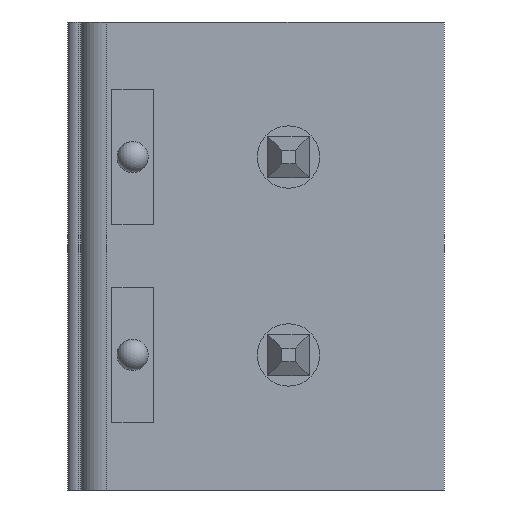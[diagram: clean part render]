
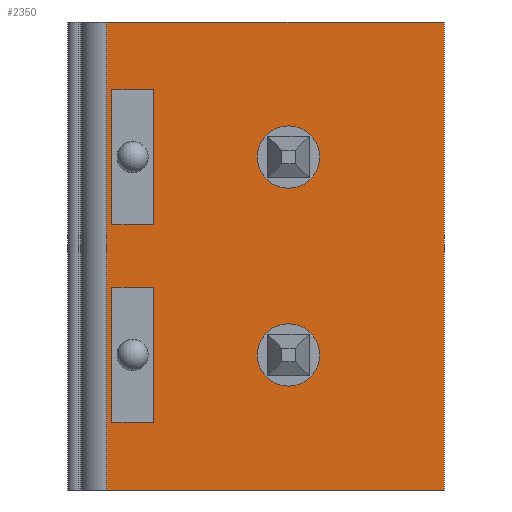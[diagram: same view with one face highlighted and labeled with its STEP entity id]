
A CAD part, front view. The second image highlights one B-rep face of the part: STEP entity #2350.
In plain terms, the highlighted face is planar.
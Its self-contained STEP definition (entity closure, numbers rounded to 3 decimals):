
#130=CARTESIAN_POINT('',(0.,6.5,2.6));
#140=VERTEX_POINT('',#130);
#870=CARTESIAN_POINT('',(0.,0.,2.6)
);
#880=VERTEX_POINT('',#870);
#910=CARTESIAN_POINT('',(0.,0.,2.6));
#920=DIRECTION('',(0.,1.,0.));
#930=VECTOR('',#920,1.);
#940=LINE('',#910,#930);
#950=EDGE_CURVE('',#880,#140,#940,.T.);
#1070=CARTESIAN_POINT('',(0.,5.25,0.));
#1080=DIRECTION('',(-1.,0.,0.));
#1090=DIRECTION('',(0.,1.,0.));
#1100=AXIS2_PLACEMENT_3D('',#1070,#1080,#1090);
#1110=PLANE('',#1100);
#1120=CARTESIAN_POINT('',(0.,6.4,-1.3));
#1130=DIRECTION('',(0.,-1.,0.));
#1140=VECTOR('',#1130,1.);
#1150=LINE('',#1120,#1140);
#1160=CARTESIAN_POINT('',(0.,6.4,-1.3));
#1170=VERTEX_POINT('',#1160);
#1180=CARTESIAN_POINT('',(0.,5.6,-1.3));
#1190=VERTEX_POINT('',#1180);
#1200=EDGE_CURVE('',#1170,#1190,#1150,.T.);
#1210=ORIENTED_EDGE('',*,*,#1200,.F.);
#1220=CARTESIAN_POINT('',(0.,5.6,-1.3));
#1230=DIRECTION('',(0.,0.,1.));
#1240=VECTOR('',#1230,1.);
#1250=LINE('',#1220,#1240);
#1260=CARTESIAN_POINT('',(0.,5.6,1.3));
#1270=VERTEX_POINT('',#1260);
#1280=EDGE_CURVE('',#1190,#1270,#1250,.T.);
#1290=ORIENTED_EDGE('',*,*,#1280,.F.);
#1300=CARTESIAN_POINT('',(0.,5.6,1.3));
#1310=DIRECTION('',(0.,1.,0.));
#1320=VECTOR('',#1310,1.);
#1330=LINE('',#1300,#1320);
#1340=CARTESIAN_POINT('',(0.,6.4,1.3));
#1350=VERTEX_POINT('',#1340);
#1360=EDGE_CURVE('',#1270,#1350,#1330,.T.);
#1370=ORIENTED_EDGE('',*,*,#1360,.F.);
#1380=CARTESIAN_POINT('',(0.,6.4,1.3));
#1390=DIRECTION('',(0.,0.,-1.));
#1400=VECTOR('',#1390,1.);
#1410=LINE('',#1380,#1400);
#1420=EDGE_CURVE('',#1350,#1170,#1410,.T.);
#1430=ORIENTED_EDGE('',*,*,#1420,.F.);
#1440=EDGE_LOOP('',(#1430,#1370,#1290,#1210));
#1450=FACE_BOUND('',#1440,.T.);
#1460=CARTESIAN_POINT('',(0.,5.6,-2.51));
#1470=DIRECTION('',(0.,1.,0.));
#1480=VECTOR('',#1470,1.);
#1490=LINE('',#1460,#1480);
#1500=CARTESIAN_POINT('',(0.,5.6,-2.51));
#1510=VERTEX_POINT('',#1500);
#1520=CARTESIAN_POINT('',(0.,6.4,-2.51));
#1530=VERTEX_POINT('',#1520);
#1540=EDGE_CURVE('',#1510,#1530,#1490,.T.);
#1550=ORIENTED_EDGE('',*,*,#1540,.F.);
#1560=CARTESIAN_POINT('',(0.,6.4,-2.51));
#1570=DIRECTION('',(0.,0.,-1.));
#1580=VECTOR('',#1570,1.);
#1590=LINE('',#1560,#1580);
#1600=CARTESIAN_POINT('',(0.,6.4,-5.11));
#1610=VERTEX_POINT('',#1600);
#1620=EDGE_CURVE('',#1530,#1610,#1590,.T.);
#1630=ORIENTED_EDGE('',*,*,#1620,.F.);
#1640=CARTESIAN_POINT('',(0.,6.4,-5.11));
#1650=DIRECTION('',(0.,-1.,0.));
#1660=VECTOR('',#1650,1.);
#1670=LINE('',#1640,#1660);
#1680=CARTESIAN_POINT('',(0.,5.6,-5.11));
#1690=VERTEX_POINT('',#1680);
#1700=EDGE_CURVE('',#1610,#1690,#1670,.T.);
#1710=ORIENTED_EDGE('',*,*,#1700,.F.);
#1720=CARTESIAN_POINT('',(0.,5.6,-5.11));
#1730=DIRECTION('',(0.,0.,1.));
#1740=VECTOR('',#1730,1.);
#1750=LINE('',#1720,#1740);
#1760=EDGE_CURVE('',#1690,#1510,#1750,.T.);
#1770=ORIENTED_EDGE('',*,*,#1760,.F.);
#1780=EDGE_LOOP('',(#1770,#1710,#1630,#1550));
#1790=FACE_BOUND('',#1780,.T.);
#1800=CARTESIAN_POINT('',(0.,3.,-3.81));
#1810=DIRECTION('',(1.,0.,0.));
#1820=DIRECTION('',(0.,-1.,0.));
#1830=AXIS2_PLACEMENT_3D('',#1800,#1810,#1820);
#1840=CIRCLE('',#1830,0.6);
#1850=CARTESIAN_POINT('',(0.,3.6,-3.81));
#1860=VERTEX_POINT('',#1850);
#1870=CARTESIAN_POINT('',(0.,2.4,-3.81));
#1880=VERTEX_POINT('',#1870);
#1890=EDGE_CURVE('',#1860,#1880,#1840,.T.);
#1900=ORIENTED_EDGE('',*,*,#1890,.T.);
#1910=EDGE_CURVE('',#1880,#1860,#1840,.T.);
#1920=ORIENTED_EDGE('',*,*,#1910,.T.);
#1930=EDGE_LOOP('',(#1920,#1900));
#1940=FACE_BOUND('',#1930,.T.);
#1950=CARTESIAN_POINT('',(0.,3.,0.));
#1960=DIRECTION('',(1.,0.,0.));
#1970=DIRECTION('',(0.,1.,0.));
#1980=AXIS2_PLACEMENT_3D('',#1950,#1960,#1970);
#1990=CIRCLE('',#1980,0.6);
#2000=CARTESIAN_POINT('',(0.,2.4,0.));
#2010=VERTEX_POINT('',#2000);
#2020=CARTESIAN_POINT('',(0.,3.6,0.));
#2030=VERTEX_POINT('',#2020);
#2040=EDGE_CURVE('',#2010,#2030,#1990,.T.);
#2050=ORIENTED_EDGE('',*,*,#2040,.T.);
#2060=EDGE_CURVE('',#2030,#2010,#1990,.T.);
#2070=ORIENTED_EDGE('',*,*,#2060,.T.);
#2080=EDGE_LOOP('',(#2070,#2050));
#2090=FACE_BOUND('',#2080,.T.);
#2100=ORIENTED_EDGE('',*,*,#950,.T.);
#2110=CARTESIAN_POINT('',(0.,0.,-6.41));
#2120=DIRECTION('',(0.,0.,1.));
#2130=VECTOR('',#2120,1.);
#2140=LINE('',#2110,#2130);
#2150=CARTESIAN_POINT('',(0.,0.,
-6.41));
#2160=VERTEX_POINT('',#2150);
#2170=EDGE_CURVE('',#2160,#880,#2140,.T.);
#2180=ORIENTED_EDGE('',*,*,#2170,.T.);
#2190=CARTESIAN_POINT('',(0.,0.,-6.41));
#2200=DIRECTION('',(0.,1.,0.));
#2210=VECTOR('',#2200,1.);
#2220=LINE('',#2190,#2210);
#2230=CARTESIAN_POINT('',(0.,6.5,-6.41));
#2240=VERTEX_POINT('',#2230);
#2250=EDGE_CURVE('',#2160,#2240,#2220,.T.);
#2260=ORIENTED_EDGE('',*,*,#2250,.F.);
#2270=CARTESIAN_POINT('',(0.,6.5,-6.41));
#2280=DIRECTION('',(0.,0.,1.));
#2290=VECTOR('',#2280,1.);
#2300=LINE('',#2270,#2290);
#2310=EDGE_CURVE('',#2240,#140,#2300,.T.);
#2320=ORIENTED_EDGE('',*,*,#2310,.F.);
#2330=EDGE_LOOP('',(#2320,#2260,#2180,#2100));
#2340=FACE_OUTER_BOUND('',#2330,.T.);
#2350=ADVANCED_FACE('',(#1450,#1790,#1940,#2090,#2340),#1110,.T.);
